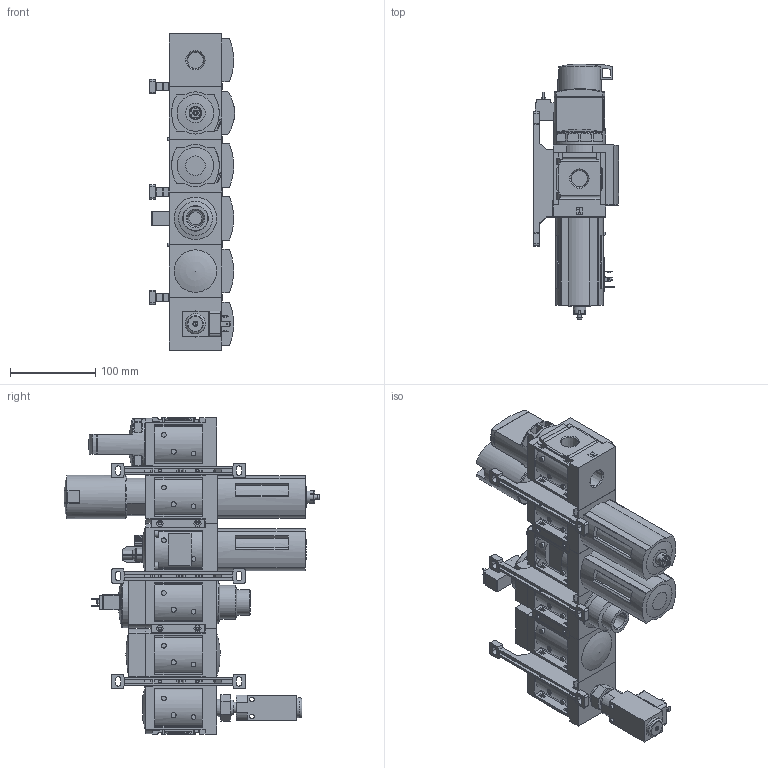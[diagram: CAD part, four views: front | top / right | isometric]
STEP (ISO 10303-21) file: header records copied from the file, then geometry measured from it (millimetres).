
FILE_DESCRIPTION(/* description */ ('STEP AP214'),/* implementation_level */ '2;1');
FILE_NAME(/* name */ '543587_MSB6N-1_2_C3J3M1D1A1F3-WP',/* time_stamp */ '2024-09-11T18:49:22+02:00',/* author */ ('License CC BY-ND 4.0'),/* organization */ ('CADENAS'),/* preprocessor_version */ 'ST-DEVELOPER v19.3',/* originating_system */ 'PARTsolutions',/* authorisation */ ' ');
FILE_SCHEMA (('AUTOMOTIVE_DESIGN {1 0 10303 214 3 1 1}'));
Length unit declared in the file: millimetre
Products named in the file (13): 543587 MSB6N-1/2:C3J3M1D1A1F3-WP; 541301 MS6N-EM1-1/21d; 527667 MS6N-LFR-1/2-D7-C-R-M-AS 1D; KOND MS6-1-1; 8134994 MS6-MV-B---(0_p); 532195 MS6-WP---(w); 527675 MS6N-LOE-1/2-R1D; 5206604 MS6-MV-B---(0_p); 527683 MS6N-EE-1/2-V241d; 527685 MS6N-DL-1/21d; 527677 MS6N-FRM-1/2-Y 1P1; 685717 ESK-1/4-1/2-NPT; 175250 PEV-1/4-B-OD
Assembly tree (19 placements, depth 2):
  543587 MSB6N-1/2:C3J3M1D1A1F3-WP
    541301 MS6N-EM1-1/21d
    527667 MS6N-LFR-1/2-D7-C-R-M-AS 1D
    KOND MS6-1-1
    8134994 MS6-MV-B---(0_p)  x5
    532195 MS6-WP---(w)  x3
    527675 MS6N-LOE-1/2-R1D
    5206604 MS6-MV-B---(0_p)  x2
    527683 MS6N-EE-1/2-V241d
    527685 MS6N-DL-1/21d
    527677 MS6N-FRM-1/2-Y 1P1
    685717 ESK-1/4-1/2-NPT
    175250 PEV-1/4-B-OD
Bounding box: 100.1 x 300.3 x 372 mm (x, y, z)
Volume: 3109572.1 mm3; surface area: 411677.1 mm2
Topology: 19 solids, 19 shells, 2675 faces, 7227 edges, 4746 vertices
Faces by surface type: plane 1831, cylinder 636, cone 145, torus 52, sphere 11
Full cylindrical faces by diameter (mm): 1.65 x4, 2.013 x1, 2.459 x1, 2.5 x1, 3.242 x10, 3.4 x10, 3.8 x2, 4 x10, 4.5 x4, 4.6 x10, 5 x3, 5.3 x2, 5.5 x14, 5.6 x1, 5.8 x2, 6 x3, 7 x1, 7.6 x10, 7.8 x10, 9.4 x1, 10 x1, 11.445 x1, 14 x1, 14.6 x1, 15 x1, 26 x1, 29 x1, 30 x1, 40 x1, 50 x1
Entity records: 78197 total; most frequent: CARTESIAN_POINT 12499, ORIENTED_EDGE 11062, DIRECTION 10743, EDGE_CURVE 5531, LINE 4033, VECTOR 4033, VERTEX_POINT 3724, AXIS2_PLACEMENT_3D 3355
